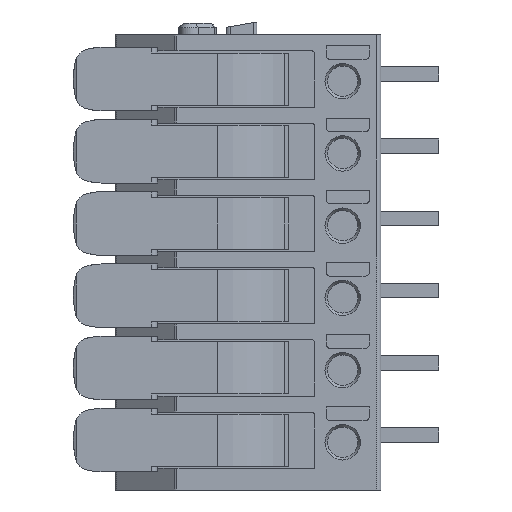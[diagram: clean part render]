
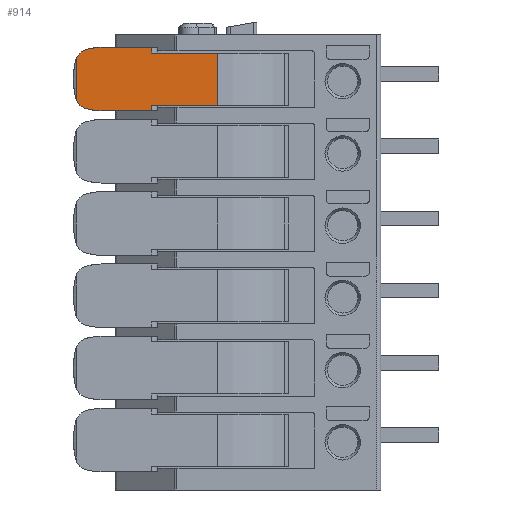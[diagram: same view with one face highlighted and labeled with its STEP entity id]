
A CAD part, left-side view. The second image highlights one B-rep face of the part: STEP entity #914.
In plain terms, the highlighted planar face has unit normal (-1, 0, 0).
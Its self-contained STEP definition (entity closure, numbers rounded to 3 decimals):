
#914 = ADVANCED_FACE( '', ( #2407 ), #2408, .F. );
#2407 = FACE_OUTER_BOUND( '', #4498, .T. );
#2408 = PLANE( '', #4499 );
#4498 = EDGE_LOOP( '', ( #7285, #7286, #7287, #7288, #7289, #7290, #7291, #7292, #7293, #7294, #7295, #7296 ) );
#4499 = AXIS2_PLACEMENT_3D( '', #7297, #7298, #7299 );
#7285 = ORIENTED_EDGE( '', *, *, #13145, .F. );
#7286 = ORIENTED_EDGE( '', *, *, #13146, .F. );
#7287 = ORIENTED_EDGE( '', *, *, #13147, .F. );
#7288 = ORIENTED_EDGE( '', *, *, #13148, .T. );
#7289 = ORIENTED_EDGE( '', *, *, #13149, .F. );
#7290 = ORIENTED_EDGE( '', *, *, #13150, .F. );
#7291 = ORIENTED_EDGE( '', *, *, #13151, .T. );
#7292 = ORIENTED_EDGE( '', *, *, #13152, .F. );
#7293 = ORIENTED_EDGE( '', *, *, #13153, .T. );
#7294 = ORIENTED_EDGE( '', *, *, #13154, .F. );
#7295 = ORIENTED_EDGE( '', *, *, #13155, .F. );
#7296 = ORIENTED_EDGE( '', *, *, #12859, .F. );
#7297 = CARTESIAN_POINT( '', ( -13.1, 21.05, 28.75 ) );
#7298 = DIRECTION( '', ( 1., 0., 0. ) );
#7299 = DIRECTION( '', ( 0., 0., -1. ) );
#12859 = EDGE_CURVE( '', #15610, #15606, #15612, .T. );
#13145 = EDGE_CURVE( '', #16083, #15610, #16084, .T. );
#13146 = EDGE_CURVE( '', #16085, #16083, #16086, .T. );
#13147 = EDGE_CURVE( '', #16087, #16085, #16088, .T. );
#13148 = EDGE_CURVE( '', #16087, #16089, #16090, .T. );
#13149 = EDGE_CURVE( '', #16091, #16089, #16092, .T. );
#13150 = EDGE_CURVE( '', #16093, #16091, #16094, .T. );
#13151 = EDGE_CURVE( '', #16093, #16095, #16096, .T. );
#13152 = EDGE_CURVE( '', #16097, #16095, #16098, .T. );
#13153 = EDGE_CURVE( '', #16097, #16099, #16100, .T. );
#13154 = EDGE_CURVE( '', #16101, #16099, #16102, .T. );
#13155 = EDGE_CURVE( '', #15606, #16101, #16103, .T. );
#15606 = VERTEX_POINT( '', #19454 );
#15610 = VERTEX_POINT( '', #19459 );
#15612 = LINE( '', #19461, #19462 );
#16083 = VERTEX_POINT( '', #20141 );
#16084 = LINE( '', #20142, #20143 );
#16085 = VERTEX_POINT( '', #20144 );
#16086 = CIRCLE( '', #20145, 4. );
#16087 = VERTEX_POINT( '', #20146 );
#16088 = CIRCLE( '', #20147, 1. );
#16089 = VERTEX_POINT( '', #20148 );
#16090 = LINE( '', #20149, #20150 );
#16091 = VERTEX_POINT( '', #20151 );
#16092 = CIRCLE( '', #20152, 1. );
#16093 = VERTEX_POINT( '', #20153 );
#16094 = CIRCLE( '', #20154, 4. );
#16095 = VERTEX_POINT( '', #20155 );
#16096 = LINE( '', #20156, #20157 );
#16097 = VERTEX_POINT( '', #20158 );
#16098 = LINE( '', #20159, #20160 );
#16099 = VERTEX_POINT( '', #20161 );
#16100 = LINE( '', #20162, #20163 );
#16101 = VERTEX_POINT( '', #20164 );
#16102 = LINE( '', #20165, #20166 );
#16103 = LINE( '', #20167, #20168 );
#19454 = CARTESIAN_POINT( '', ( -13.1, 15.871, 28.75 ) );
#19459 = CARTESIAN_POINT( '', ( -13.1, 15.871, 29.15 ) );
#19461 = CARTESIAN_POINT( '', ( -13.1, 15.871, 29.15 ) );
#19462 = VECTOR( '', #24243, 1000. );
#20141 = CARTESIAN_POINT( '', ( -13.1, 19.3, 29.15 ) );
#20142 = CARTESIAN_POINT( '', ( -13.1, 21.05, 29.15 ) );
#20143 = VECTOR( '', #24584, 1000. );
#20144 = CARTESIAN_POINT( '', ( -13.1, 20.437, 28.985 ) );
#20145 = AXIS2_PLACEMENT_3D( '', #24585, #24586, #24587 );
#20146 = CARTESIAN_POINT( '', ( -13.1, 21.05, 28.467 ) );
#20147 = AXIS2_PLACEMENT_3D( '', #24588, #24589, #24590 );
#20148 = CARTESIAN_POINT( '', ( -13.1, 21.05, 25.433 ) );
#20149 = CARTESIAN_POINT( '', ( -13.1, 21.05, 28.75 ) );
#20150 = VECTOR( '', #24591, 1000. );
#20151 = CARTESIAN_POINT( '', ( -13.1, 20.437, 24.915 ) );
#20152 = AXIS2_PLACEMENT_3D( '', #24592, #24593, #24594 );
#20153 = CARTESIAN_POINT( '', ( -13.1, 19.3, 24.75 ) );
#20154 = AXIS2_PLACEMENT_3D( '', #24595, #24596, #24597 );
#20155 = CARTESIAN_POINT( '', ( -13.1, 15.871, 24.75 ) );
#20156 = CARTESIAN_POINT( '', ( -13.1, 21.05, 24.75 ) );
#20157 = VECTOR( '', #24598, 1000. );
#20158 = CARTESIAN_POINT( '', ( -13.1, 15.871, 25.15 ) );
#20159 = CARTESIAN_POINT( '', ( -13.1, 15.871, 29.15 ) );
#20160 = VECTOR( '', #24599, 1000. );
#20161 = CARTESIAN_POINT( '', ( -13.1, 11.301, 25.15 ) );
#20162 = CARTESIAN_POINT( '', ( -13.1, 21.05, 25.15 ) );
#20163 = VECTOR( '', #24600, 1000. );
#20164 = CARTESIAN_POINT( '', ( -13.1, 11.301, 28.75 ) );
#20165 = CARTESIAN_POINT( '', ( -13.1, 11.301, 28.75 ) );
#20166 = VECTOR( '', #24601, 1000. );
#20167 = CARTESIAN_POINT( '', ( -13.1, 21.05, 28.75 ) );
#20168 = VECTOR( '', #24602, 1000. );
#24243 = DIRECTION( '', ( 0., 0., -1. ) );
#24584 = DIRECTION( '', ( 0., -1., 0. ) );
#24585 = CARTESIAN_POINT( '', ( -13.1, 19.3, 25.15 ) );
#24586 = DIRECTION( '', ( 1., 0., 0. ) );
#24587 = DIRECTION( '', ( 0., 0., -1. ) );
#24588 = CARTESIAN_POINT( '', ( -13.1, 20.152, 28.026 ) );
#24589 = DIRECTION( '', ( 1., 0., 0. ) );
#24590 = DIRECTION( '', ( 0., 0., -1. ) );
#24591 = DIRECTION( '', ( 0., 0., -1. ) );
#24592 = CARTESIAN_POINT( '', ( -13.1, 20.152, 25.874 ) );
#24593 = DIRECTION( '', ( 1., 0., 0. ) );
#24594 = DIRECTION( '', ( 0., 0., -1. ) );
#24595 = CARTESIAN_POINT( '', ( -13.1, 19.3, 28.75 ) );
#24596 = DIRECTION( '', ( 1., 0., 0. ) );
#24597 = DIRECTION( '', ( 0., 0., -1. ) );
#24598 = DIRECTION( '', ( 0., -1., 0. ) );
#24599 = DIRECTION( '', ( 0., 0., -1. ) );
#24600 = DIRECTION( '', ( 0., -1., 0. ) );
#24601 = DIRECTION( '', ( 0., 0., -1. ) );
#24602 = DIRECTION( '', ( 0., -1., 0. ) );
